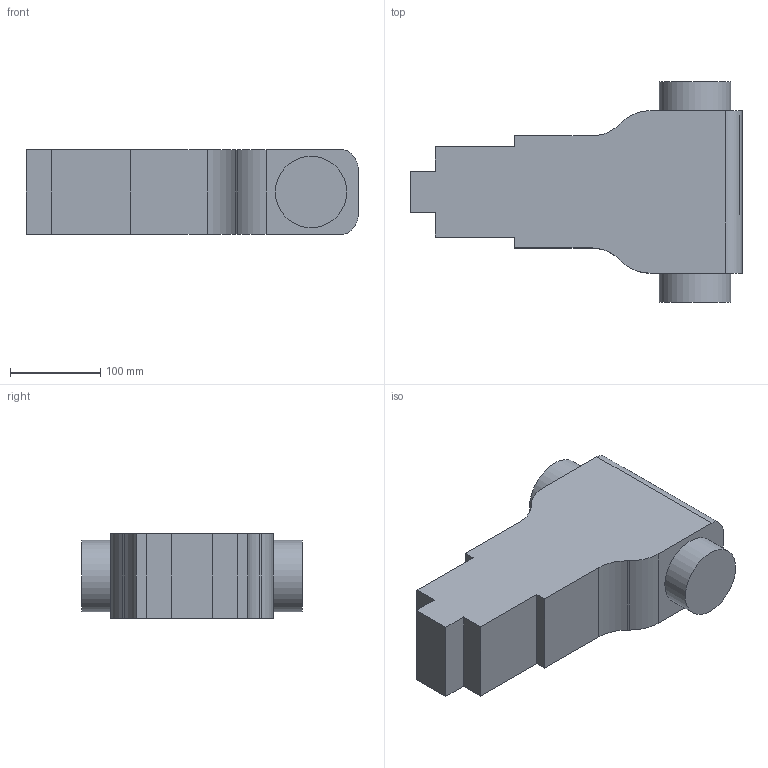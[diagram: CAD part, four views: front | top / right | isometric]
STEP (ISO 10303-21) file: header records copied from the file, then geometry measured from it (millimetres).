
FILE_DESCRIPTION(/* description */ (''),/* implementation_level */ '2;1');
FILE_NAME(/* name */ 'body.step',/* time_stamp */ '2021-03-30T15:02:07-04:00',/* author */ ('DELL'),/* organization */ (''),/* preprocessor_version */ 'ST-DEVELOPER v18',/* originating_system */ 'Autodesk Inventor 2020',/* authorisation */ '');
FILE_SCHEMA (('AUTOMOTIVE_DESIGN { 1 0 10303 214 3 1 1 }'));
Length unit declared in the file: millimetre
Products named in the file (1): body_2
Bounding box: 368 x 244 x 94 mm (x, y, z)
Volume: 3276284.8 mm3; surface area: 305052.9 mm2
Topology: 1 solids, 2 shells, 46 faces, 120 edges, 80 vertices
Faces by surface type: plane 32, cylinder 14
Full cylindrical faces by diameter (mm): 79 x2
Entity records: 1451 total; most frequent: CARTESIAN_POINT 247, DIRECTION 242, ORIENTED_EDGE 240, EDGE_CURVE 120, LINE 92, VECTOR 92, VERTEX_POINT 80, AXIS2_PLACEMENT_3D 75
